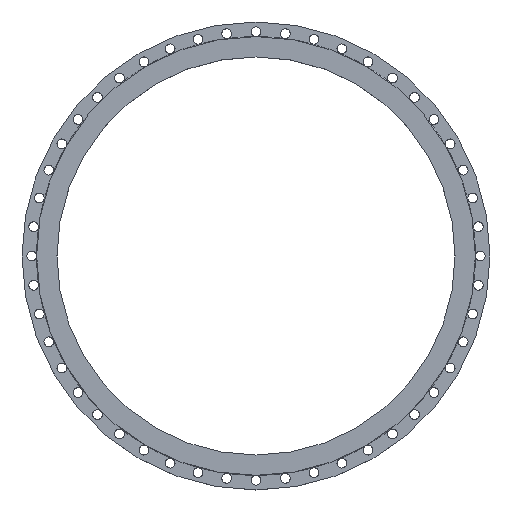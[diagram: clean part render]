
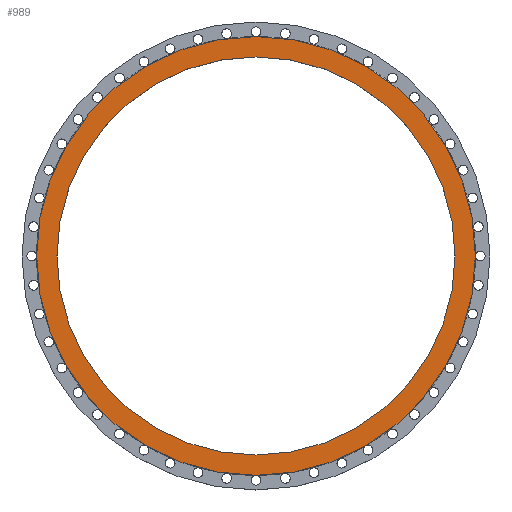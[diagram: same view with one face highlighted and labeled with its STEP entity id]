
A CAD part, top view. The second image highlights one B-rep face of the part: STEP entity #989.
In plain terms, the highlighted planar face has unit normal (0, 0, 1).
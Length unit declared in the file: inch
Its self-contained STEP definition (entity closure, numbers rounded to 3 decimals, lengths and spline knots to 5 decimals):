
#182 = PLANE ( 'NONE',  #1209 ) ;
#206 = DIRECTION ( 'NONE',  ( -1., 0., 0. ) ) ;
#256 = CIRCLE ( 'NONE', #409, 16.875 ) ;
#395 = DIRECTION ( 'NONE',  ( 1., 0., 0. ) ) ;
#409 = AXIS2_PLACEMENT_3D ( 'NONE', #3392, #806, #1221 ) ;
#481 = EDGE_LOOP ( 'NONE', ( #3474, #1203 ) ) ;
#574 = CARTESIAN_POINT ( 'NONE',  ( 0., 15.3125, 0. ) ) ;
#621 = FACE_BOUND ( 'NONE', #481, .T. ) ;
#768 = DIRECTION ( 'NONE',  ( 0., 0., 1. ) ) ;
#806 = DIRECTION ( 'NONE',  ( 0., 0., 1. ) ) ;
#811 = VERTEX_POINT ( 'NONE', #2271 ) ;
#989 = ADVANCED_FACE ( 'NONE', ( #621, #3521 ), #182, .F. ) ;
#1022 = CIRCLE ( 'NONE', #2810, 15.3125 ) ;
#1112 = ORIENTED_EDGE ( 'NONE', *, *, #4771, .T. ) ;
#1203 = ORIENTED_EDGE ( 'NONE', *, *, #2493, .F. ) ;
#1209 = AXIS2_PLACEMENT_3D ( 'NONE', #574, #3496, #206 ) ;
#1221 = DIRECTION ( 'NONE',  ( 1., 0., 0. ) ) ;
#1573 = CIRCLE ( 'NONE', #3984, 16.875 ) ;
#2256 = CARTESIAN_POINT ( 'NONE',  ( -16.875, 0., 0. ) ) ;
#2271 = CARTESIAN_POINT ( 'NONE',  ( -15.3125, 0., 0. ) ) ;
#2493 = EDGE_CURVE ( 'NONE', #811, #4175, #1022, .T. ) ;
#2776 = DIRECTION ( 'NONE',  ( 1., 0., 0. ) ) ;
#2810 = AXIS2_PLACEMENT_3D ( 'NONE', #4767, #768, #4115 ) ;
#2898 = VERTEX_POINT ( 'NONE', #2256 ) ;
#3048 = EDGE_CURVE ( 'NONE', #2898, #3401, #256, .T. ) ;
#3097 = CARTESIAN_POINT ( 'NONE',  ( 15.3125, 0., 0. ) ) ;
#3176 = DIRECTION ( 'NONE',  ( 0., 0., 1. ) ) ;
#3392 = CARTESIAN_POINT ( 'NONE',  ( 0., 0., 0. ) ) ;
#3401 = VERTEX_POINT ( 'NONE', #4116 ) ;
#3474 = ORIENTED_EDGE ( 'NONE', *, *, #4552, .F. ) ;
#3496 = DIRECTION ( 'NONE',  ( 0., 0., -1. ) ) ;
#3521 = FACE_OUTER_BOUND ( 'NONE', #4495, .T. ) ;
#3827 = ORIENTED_EDGE ( 'NONE', *, *, #3048, .T. ) ;
#3907 = CIRCLE ( 'NONE', #4140, 15.3125 ) ;
#3946 = CARTESIAN_POINT ( 'NONE',  ( 0., 0., 0. ) ) ;
#3984 = AXIS2_PLACEMENT_3D ( 'NONE', #3946, #3176, #2776 ) ;
#4101 = DIRECTION ( 'NONE',  ( 0., 0., 1. ) ) ;
#4115 = DIRECTION ( 'NONE',  ( 1., 0., 0. ) ) ;
#4116 = CARTESIAN_POINT ( 'NONE',  ( 16.875, 0., 0. ) ) ;
#4140 = AXIS2_PLACEMENT_3D ( 'NONE', #4455, #4101, #395 ) ;
#4175 = VERTEX_POINT ( 'NONE', #3097 ) ;
#4455 = CARTESIAN_POINT ( 'NONE',  ( 0., 0., 0. ) ) ;
#4495 = EDGE_LOOP ( 'NONE', ( #1112, #3827 ) ) ;
#4552 = EDGE_CURVE ( 'NONE', #4175, #811, #3907, .T. ) ;
#4767 = CARTESIAN_POINT ( 'NONE',  ( 0., 0., 0. ) ) ;
#4771 = EDGE_CURVE ( 'NONE', #3401, #2898, #1573, .T. ) ;
